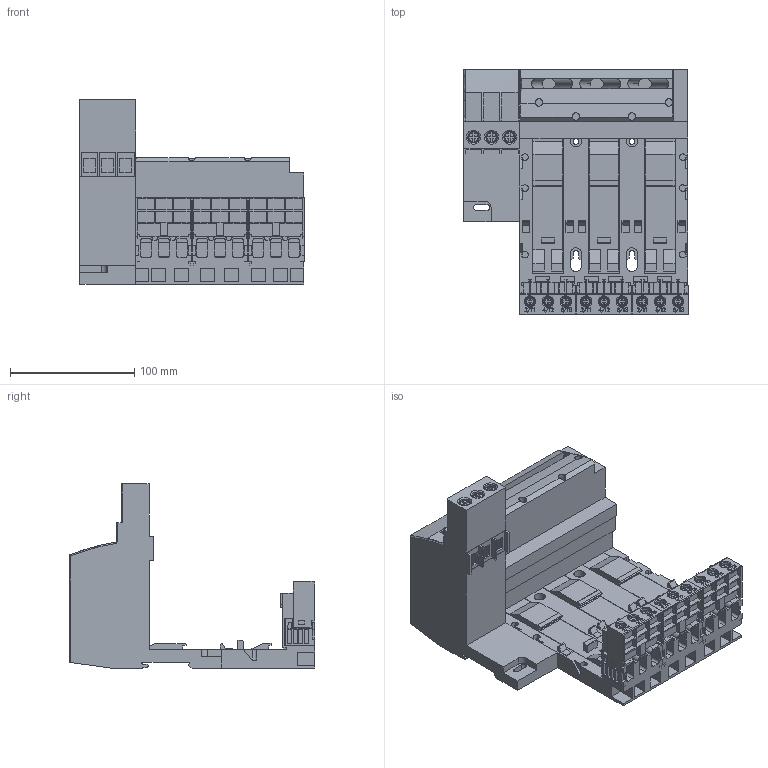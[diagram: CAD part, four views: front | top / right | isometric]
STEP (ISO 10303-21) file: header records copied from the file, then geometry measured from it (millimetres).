
FILE_DESCRIPTION(('STEP AP214'),'1');
FILE_NAME('cctmp_03D0EDA7-0EC4-4131-B616-664ADC720344_2023_07_18_13_01_11_0747..stp','2023-07-18T11:01:14',('SIEMENS A&D'),('CADClick - www.CADClick.com'),'Spatial InterOp 3D postprocessed',' ','unknown authorization');
FILE_SCHEMA(('AUTOMOTIVE_DESIGN'));
Length unit declared in the file: millimetre
Products named in the file (14): cc_unnamed; 2023_07_18_13_01_11_0622; 2023_07_18_13_01_11_0591; 2023_07_18_13_01_11_0560; 2023_07_18_13_01_11_0529; 2023_07_18_13_01_11_0497; 2023_07_18_13_01_11_0466; 2023_07_18_13_01_11_0435; 2023_07_18_13_01_11_0404; 2023_07_18_13_01_11_0372; 2023_07_18_13_01_11_0340; 2023_07_18_13_01_11_0309; 2023_07_18_13_01_11_0277; 2023_07_18_13_01_11_0246
Assembly tree (13 placements, depth 2):
  cc_unnamed
    2023_07_18_13_01_11_0622
    2023_07_18_13_01_11_0591
    2023_07_18_13_01_11_0560
    2023_07_18_13_01_11_0529
    2023_07_18_13_01_11_0497
    2023_07_18_13_01_11_0466
    2023_07_18_13_01_11_0435
    2023_07_18_13_01_11_0404
    2023_07_18_13_01_11_0372
    2023_07_18_13_01_11_0340
    2023_07_18_13_01_11_0309
    2023_07_18_13_01_11_0277
    2023_07_18_13_01_11_0246
Bounding box: 180.2 x 197.5 x 148.2 mm (x, y, z)
Volume: 878127.6 mm3; surface area: 297218.1 mm2
Topology: 13 solids, 13 shells, 2858 faces, 7927 edges, 5176 vertices
Faces by surface type: plane 2372, cylinder 266, cone 120, torus 76, revolution 24
Entity records: 152547 total; most frequent: CARTESIAN_POINT 17288, STYLED_ITEM 15974, PRESENTATION_STYLE_ASSIGNMENT 15974, ORIENTED_EDGE 15866, DIRECTION 14376, EDGE_CURVE 7927, CURVE_STYLE 7927, DRAUGHTING_PRE_DEFINED_CURVE_FONT 7927
